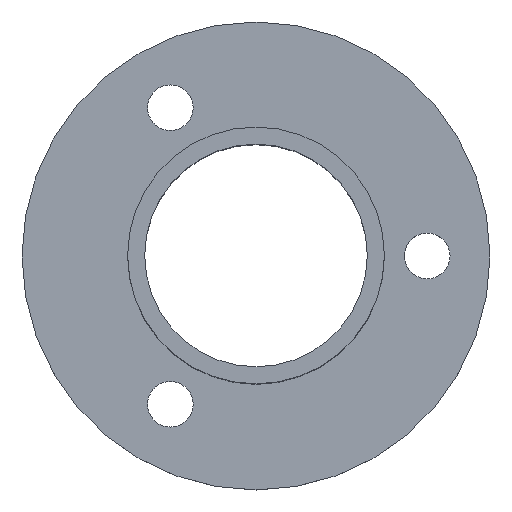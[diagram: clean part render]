
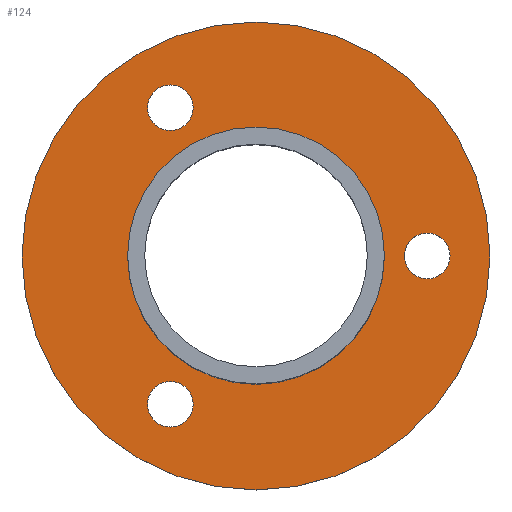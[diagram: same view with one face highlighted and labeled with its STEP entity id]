
A CAD part, top view. The second image highlights one B-rep face of the part: STEP entity #124.
In plain terms, the highlighted planar face has unit normal (0, 0, 1).
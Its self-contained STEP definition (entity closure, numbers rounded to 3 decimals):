
#13 = ORIENTED_EDGE ( 'NONE', *, *, #69, .T. ) ;
#20 = ORIENTED_EDGE ( 'NONE', *, *, #35, .T. ) ;
#24 = EDGE_LOOP ( 'NONE', ( #13, #281 ) ) ;
#31 = DIRECTION ( 'NONE',  ( -1., 0., 0. ) ) ;
#35 = EDGE_CURVE ( 'NONE', #396, #119, #295, .T. ) ;
#41 = CARTESIAN_POINT ( 'NONE',  ( -7.5, 12.99, 2. ) ) ;
#45 = DIRECTION ( 'NONE',  ( 0., 0., -1. ) ) ;
#52 = AXIS2_PLACEMENT_3D ( 'NONE', #41, #408, #54 ) ;
#54 = DIRECTION ( 'NONE',  ( -1., 0., 0. ) ) ;
#57 = DIRECTION ( 'NONE',  ( -1., 0., 0. ) ) ;
#66 = CIRCLE ( 'NONE', #353, 2. ) ;
#67 = DIRECTION ( 'NONE',  ( -1., 0., 0. ) ) ;
#69 = EDGE_CURVE ( 'NONE', #255, #244, #107, .T. ) ;
#75 = CARTESIAN_POINT ( 'NONE',  ( 15., 0., 2. ) ) ;
#78 = CARTESIAN_POINT ( 'NONE',  ( -7.5, -12.99, 2. ) ) ;
#79 = CARTESIAN_POINT ( 'NONE',  ( -11.25, 0., 2. ) ) ;
#81 = CIRCLE ( 'NONE', #302, 20.5 ) ;
#85 = DIRECTION ( 'NONE',  ( -1., 0., 0. ) ) ;
#91 = AXIS2_PLACEMENT_3D ( 'NONE', #286, #419, #67 ) ;
#92 = ORIENTED_EDGE ( 'NONE', *, *, #156, .T. ) ;
#98 = CARTESIAN_POINT ( 'NONE',  ( -5.5, -12.99, 2. ) ) ;
#107 = CIRCLE ( 'NONE', #52, 2. ) ;
#119 = VERTEX_POINT ( 'NONE', #241 ) ;
#123 = CARTESIAN_POINT ( 'NONE',  ( 13., 0., 2. ) ) ;
#124 = ADVANCED_FACE ( 'NONE', ( #127, #442, #131, #324, #237 ), #198, .F. ) ;
#127 = FACE_OUTER_BOUND ( 'NONE', #216, .T. ) ;
#131 = FACE_BOUND ( 'NONE', #24, .T. ) ;
#140 = AXIS2_PLACEMENT_3D ( 'NONE', #78, #389, #148 ) ;
#142 = AXIS2_PLACEMENT_3D ( 'NONE', #246, #355, #85 ) ;
#143 = ORIENTED_EDGE ( 'NONE', *, *, #192, .T. ) ;
#148 = DIRECTION ( 'NONE',  ( -1., 0., 0. ) ) ;
#156 = EDGE_CURVE ( 'NONE', #119, #396, #447, .T. ) ;
#157 = CIRCLE ( 'NONE', #371, 2. ) ;
#159 = CARTESIAN_POINT ( 'NONE',  ( -5.5, 12.99, 2. ) ) ;
#169 = EDGE_CURVE ( 'NONE', #261, #335, #309, .T. ) ;
#181 = CARTESIAN_POINT ( 'NONE',  ( -20.5, 0., 2. ) ) ;
#189 = CIRCLE ( 'NONE', #466, 20.5 ) ;
#191 = DIRECTION ( 'NONE',  ( 0., 0., -1. ) ) ;
#192 = EDGE_CURVE ( 'NONE', #225, #270, #157, .T. ) ;
#198 = PLANE ( 'NONE',  #142 ) ;
#199 = EDGE_CURVE ( 'NONE', #373, #359, #81, .T. ) ;
#200 = CARTESIAN_POINT ( 'NONE',  ( 15., 0., 2. ) ) ;
#205 = CARTESIAN_POINT ( 'NONE',  ( -9.5, 12.99, 2. ) ) ;
#208 = DIRECTION ( 'NONE',  ( -1., 0., 0. ) ) ;
#216 = EDGE_LOOP ( 'NONE', ( #413, #342 ) ) ;
#221 = CARTESIAN_POINT ( 'NONE',  ( 0., 0., 2. ) ) ;
#225 = VERTEX_POINT ( 'NONE', #314 ) ;
#226 = DIRECTION ( 'NONE',  ( -1., 0., 0. ) ) ;
#237 = FACE_BOUND ( 'NONE', #498, .T. ) ;
#241 = CARTESIAN_POINT ( 'NONE',  ( -9.5, -12.99, 2. ) ) ;
#244 = VERTEX_POINT ( 'NONE', #159 ) ;
#246 = CARTESIAN_POINT ( 'NONE',  ( 0., 0., 2. ) ) ;
#251 = AXIS2_PLACEMENT_3D ( 'NONE', #200, #285, #446 ) ;
#255 = VERTEX_POINT ( 'NONE', #205 ) ;
#261 = VERTEX_POINT ( 'NONE', #79 ) ;
#270 = VERTEX_POINT ( 'NONE', #123 ) ;
#279 = CIRCLE ( 'NONE', #330, 11.25 ) ;
#281 = ORIENTED_EDGE ( 'NONE', *, *, #377, .T. ) ;
#285 = DIRECTION ( 'NONE',  ( 0., 0., -1. ) ) ;
#286 = CARTESIAN_POINT ( 'NONE',  ( 0., 0., 2. ) ) ;
#294 = CARTESIAN_POINT ( 'NONE',  ( -7.5, 12.99, 2. ) ) ;
#295 = CIRCLE ( 'NONE', #140, 2. ) ;
#297 = DIRECTION ( 'NONE',  ( -1., 0., 0. ) ) ;
#298 = ORIENTED_EDGE ( 'NONE', *, *, #328, .T. ) ;
#302 = AXIS2_PLACEMENT_3D ( 'NONE', #383, #512, #31 ) ;
#308 = EDGE_LOOP ( 'NONE', ( #298, #143 ) ) ;
#309 = CIRCLE ( 'NONE', #91, 11.25 ) ;
#314 = CARTESIAN_POINT ( 'NONE',  ( 17., 0., 2. ) ) ;
#324 = FACE_BOUND ( 'NONE', #453, .T. ) ;
#326 = CARTESIAN_POINT ( 'NONE',  ( 20.5, 0., 2. ) ) ;
#328 = EDGE_CURVE ( 'NONE', #270, #225, #425, .T. ) ;
#330 = AXIS2_PLACEMENT_3D ( 'NONE', #398, #45, #297 ) ;
#335 = VERTEX_POINT ( 'NONE', #357 ) ;
#342 = ORIENTED_EDGE ( 'NONE', *, *, #199, .F. ) ;
#347 = EDGE_CURVE ( 'NONE', #335, #261, #279, .T. ) ;
#348 = ORIENTED_EDGE ( 'NONE', *, *, #347, .T. ) ;
#353 = AXIS2_PLACEMENT_3D ( 'NONE', #294, #460, #489 ) ;
#355 = DIRECTION ( 'NONE',  ( 0., 0., -1. ) ) ;
#357 = CARTESIAN_POINT ( 'NONE',  ( 11.25, 0., 2. ) ) ;
#359 = VERTEX_POINT ( 'NONE', #181 ) ;
#371 = AXIS2_PLACEMENT_3D ( 'NONE', #75, #191, #226 ) ;
#373 = VERTEX_POINT ( 'NONE', #326 ) ;
#376 = DIRECTION ( 'NONE',  ( 0., 0., -1. ) ) ;
#377 = EDGE_CURVE ( 'NONE', #244, #255, #66, .T. ) ;
#383 = CARTESIAN_POINT ( 'NONE',  ( 0., 0., 2. ) ) ;
#389 = DIRECTION ( 'NONE',  ( 0., 0., -1. ) ) ;
#396 = VERTEX_POINT ( 'NONE', #98 ) ;
#398 = CARTESIAN_POINT ( 'NONE',  ( 0., 0., 2. ) ) ;
#399 = DIRECTION ( 'NONE',  ( 0., 0., -1. ) ) ;
#402 = CARTESIAN_POINT ( 'NONE',  ( -7.5, -12.99, 2. ) ) ;
#407 = AXIS2_PLACEMENT_3D ( 'NONE', #402, #399, #208 ) ;
#408 = DIRECTION ( 'NONE',  ( 0., 0., -1. ) ) ;
#413 = ORIENTED_EDGE ( 'NONE', *, *, #471, .F. ) ;
#419 = DIRECTION ( 'NONE',  ( 0., 0., -1. ) ) ;
#420 = ORIENTED_EDGE ( 'NONE', *, *, #169, .T. ) ;
#425 = CIRCLE ( 'NONE', #251, 2. ) ;
#442 = FACE_BOUND ( 'NONE', #308, .T. ) ;
#446 = DIRECTION ( 'NONE',  ( -1., 0., 0. ) ) ;
#447 = CIRCLE ( 'NONE', #407, 2. ) ;
#453 = EDGE_LOOP ( 'NONE', ( #92, #20 ) ) ;
#460 = DIRECTION ( 'NONE',  ( 0., 0., -1. ) ) ;
#466 = AXIS2_PLACEMENT_3D ( 'NONE', #221, #376, #57 ) ;
#471 = EDGE_CURVE ( 'NONE', #359, #373, #189, .T. ) ;
#489 = DIRECTION ( 'NONE',  ( -1., 0., 0. ) ) ;
#498 = EDGE_LOOP ( 'NONE', ( #420, #348 ) ) ;
#512 = DIRECTION ( 'NONE',  ( 0., 0., -1. ) ) ;
